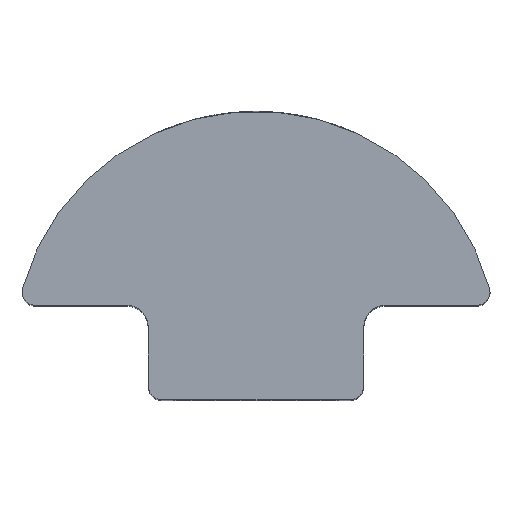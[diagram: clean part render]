
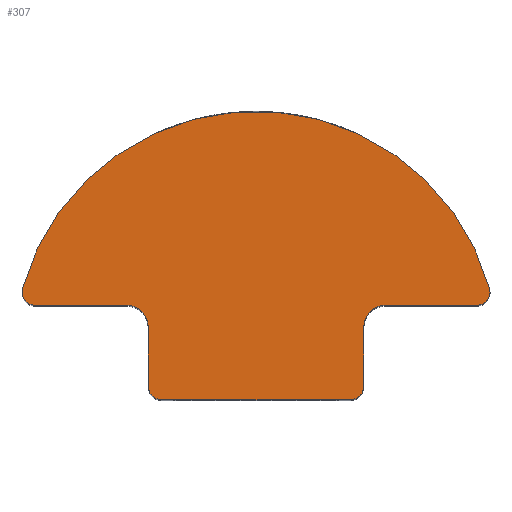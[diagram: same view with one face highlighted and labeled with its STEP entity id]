
A CAD part, top view. The second image highlights one B-rep face of the part: STEP entity #307.
In plain terms, the highlighted planar face has unit normal (0, 0, 1).
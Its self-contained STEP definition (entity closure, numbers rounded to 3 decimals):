
#21=PLANE('',#342);
#24=LINE('',#527,#46);
#29=LINE('',#541,#51);
#33=LINE('',#553,#55);
#37=LINE('',#565,#59);
#41=LINE('',#577,#63);
#46=VECTOR('',#365,3.383);
#51=VECTOR('',#378,2.2);
#55=VECTOR('',#390,7.);
#59=VECTOR('',#402,2.2);
#63=VECTOR('',#414,3.383);
#73=CIRCLE('',#314,9.);
#76=CIRCLE('',#320,0.8);
#78=CIRCLE('',#324,0.5);
#80=CIRCLE('',#328,0.5);
#82=CIRCLE('',#332,0.8);
#84=CIRCLE('',#336,0.5);
#86=CIRCLE('',#339,0.5);
#104=FACE_OUTER_BOUND('',#126,.T.);
#126=EDGE_LOOP('',(#270,#271,#272,#273,#274,#275,#276,#277,#278,#279,#280,
#281));
#133=VERTEX_POINT('',#478);
#134=VERTEX_POINT('',#479);
#139=VERTEX_POINT('',#525);
#140=VERTEX_POINT('',#526);
#143=VERTEX_POINT('',#534);
#145=VERTEX_POINT('',#540);
#147=VERTEX_POINT('',#546);
#149=VERTEX_POINT('',#552);
#151=VERTEX_POINT('',#558);
#153=VERTEX_POINT('',#564);
#155=VERTEX_POINT('',#570);
#157=VERTEX_POINT('',#576);
#162=EDGE_CURVE('',#133,#134,#73,.T.);
#168=EDGE_CURVE('',#139,#140,#24,.T.);
#172=EDGE_CURVE('',#140,#143,#76,.T.);
#175=EDGE_CURVE('',#143,#145,#29,.T.);
#178=EDGE_CURVE('',#145,#147,#78,.T.);
#181=EDGE_CURVE('',#147,#149,#33,.T.);
#184=EDGE_CURVE('',#149,#151,#80,.T.);
#187=EDGE_CURVE('',#151,#153,#37,.T.);
#190=EDGE_CURVE('',#153,#155,#82,.T.);
#193=EDGE_CURVE('',#155,#157,#41,.T.);
#196=EDGE_CURVE('',#157,#133,#84,.T.);
#198=EDGE_CURVE('',#134,#139,#86,.T.);
#270=ORIENTED_EDGE('',*,*,#168,.F.);
#271=ORIENTED_EDGE('',*,*,#198,.F.);
#272=ORIENTED_EDGE('',*,*,#162,.F.);
#273=ORIENTED_EDGE('',*,*,#196,.F.);
#274=ORIENTED_EDGE('',*,*,#193,.F.);
#275=ORIENTED_EDGE('',*,*,#190,.F.);
#276=ORIENTED_EDGE('',*,*,#187,.F.);
#277=ORIENTED_EDGE('',*,*,#184,.F.);
#278=ORIENTED_EDGE('',*,*,#181,.F.);
#279=ORIENTED_EDGE('',*,*,#178,.F.);
#280=ORIENTED_EDGE('',*,*,#175,.F.);
#281=ORIENTED_EDGE('',*,*,#172,.F.);
#307=ADVANCED_FACE('',(#104),#21,.T.);
#314=AXIS2_PLACEMENT_3D('',#480,#353,#354);
#320=AXIS2_PLACEMENT_3D('',#535,#371,#372);
#324=AXIS2_PLACEMENT_3D('',#547,#383,#384);
#328=AXIS2_PLACEMENT_3D('',#559,#395,#396);
#332=AXIS2_PLACEMENT_3D('',#571,#407,#408);
#336=AXIS2_PLACEMENT_3D('',#582,#419,#420);
#339=AXIS2_PLACEMENT_3D('',#585,#425,#426);
#342=AXIS2_PLACEMENT_3D('',#588,#431,#432);
#353=DIRECTION('center_axis',(0.,0.,-1.));
#354=DIRECTION('ref_axis',(0.963,0.271,0.));
#365=DIRECTION('',(-1.,0.,0.));
#371=DIRECTION('center_axis',(0.,0.,1.));
#372=DIRECTION('ref_axis',(0.,-1.,0.));
#378=DIRECTION('',(0.,-1.,0.));
#383=DIRECTION('center_axis',(0.,0.,-1.));
#384=DIRECTION('ref_axis',(0.,-1.,0.));
#390=DIRECTION('',(-1.,0.,0.));
#395=DIRECTION('center_axis',(0.,0.,-1.));
#396=DIRECTION('ref_axis',(-1.,0.,0.));
#402=DIRECTION('',(0.,1.,0.));
#407=DIRECTION('center_axis',(0.,0.,1.));
#408=DIRECTION('ref_axis',(-1.,0.,0.));
#414=DIRECTION('',(-1.,0.,0.));
#419=DIRECTION('center_axis',(0.,0.,-1.));
#420=DIRECTION('ref_axis',(-0.963,0.271,0.));
#425=DIRECTION('center_axis',(0.,0.,-1.));
#426=DIRECTION('ref_axis',(0.,-1.,0.));
#431=DIRECTION('center_axis',(0.,0.,1.));
#432=DIRECTION('ref_axis',(1.,0.,0.));
#478=CARTESIAN_POINT('',(-8.664,-1.215,10.));
#479=CARTESIAN_POINT('',(8.664,-1.215,10.));
#480=CARTESIAN_POINT('Origin',(0.,-3.65,10.));
#525=CARTESIAN_POINT('',(8.183,-1.85,10.));
#526=CARTESIAN_POINT('',(4.8,-1.85,10.));
#527=CARTESIAN_POINT('',(4.8,-1.85,10.));
#534=CARTESIAN_POINT('',(4.,-2.65,10.));
#535=CARTESIAN_POINT('Origin',(4.8,-2.65,10.));
#540=CARTESIAN_POINT('',(4.,-4.85,10.));
#541=CARTESIAN_POINT('',(4.,-4.85,10.));
#546=CARTESIAN_POINT('',(3.5,-5.35,10.));
#547=CARTESIAN_POINT('Origin',(3.5,-4.85,10.));
#552=CARTESIAN_POINT('',(-3.5,-5.35,10.));
#553=CARTESIAN_POINT('',(-3.5,-5.35,10.));
#558=CARTESIAN_POINT('',(-4.,-4.85,10.));
#559=CARTESIAN_POINT('Origin',(-3.5,-4.85,10.));
#564=CARTESIAN_POINT('',(-4.,-2.65,10.));
#565=CARTESIAN_POINT('',(-4.,-2.65,10.));
#570=CARTESIAN_POINT('',(-4.8,-1.85,10.));
#571=CARTESIAN_POINT('Origin',(-4.8,-2.65,10.));
#576=CARTESIAN_POINT('',(-8.183,-1.85,10.));
#577=CARTESIAN_POINT('',(-8.183,-1.85,10.));
#582=CARTESIAN_POINT('Origin',(-8.183,-1.35,10.));
#585=CARTESIAN_POINT('Origin',(8.183,-1.35,10.));
#588=CARTESIAN_POINT('Origin',(0.,-0.464,
10.));
